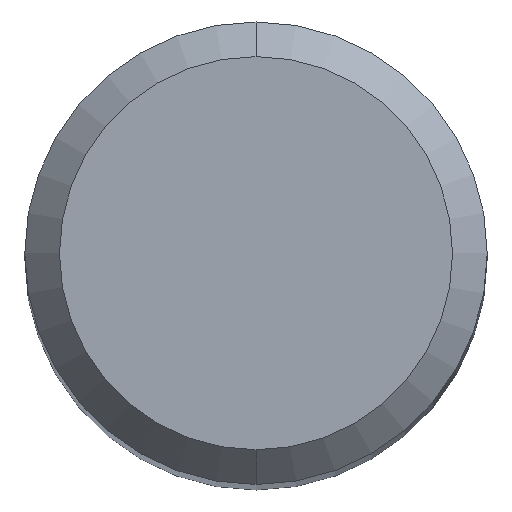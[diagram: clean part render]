
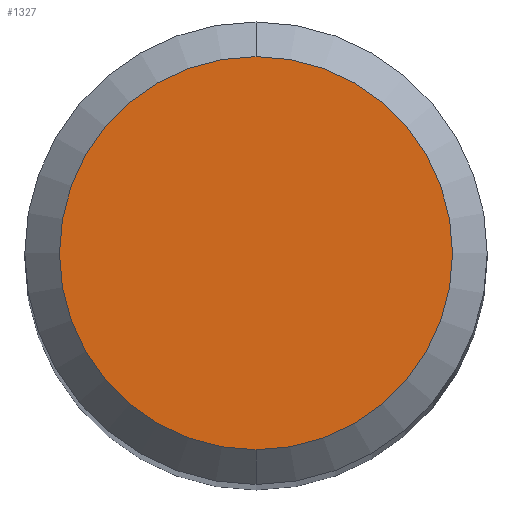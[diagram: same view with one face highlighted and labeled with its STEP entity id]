
A CAD part, top view. The second image highlights one B-rep face of the part: STEP entity #1327.
In plain terms, the highlighted planar face has unit normal (0, 0, 1).
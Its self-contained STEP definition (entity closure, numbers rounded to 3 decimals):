
#623=EDGE_CURVE('',#1235,#761,#1637,.T.);
#761=VERTEX_POINT('',#1791);
#1235=VERTEX_POINT('',#2300);
#1327=ADVANCED_FACE('',(#2400),#2401,.T.);
#1473=EDGE_CURVE('',#761,#1235,#2566,.T.);
#1637=CIRCLE('',#3265,1.7);
#1791=CARTESIAN_POINT('',(0.,-1.7,0.0));
#2300=CARTESIAN_POINT('',(0.0,1.7,0.0));
#2400=FACE_OUTER_BOUND('',#6760,.T.);
#2401=PLANE('',#6761);
#2566=CIRCLE('',#7591,1.7);
#3265=AXIS2_PLACEMENT_3D('',#7798,#7799,#7800);
#6760=EDGE_LOOP('',(#8622,#8623));
#6761=AXIS2_PLACEMENT_3D('',#8624,#8625,#8626);
#7591=AXIS2_PLACEMENT_3D('',#8829,#8830,#8831);
#7798=CARTESIAN_POINT('',(0.0,0.0,0.0));
#7799=DIRECTION('',(0.0,0.0,-1.0));
#7800=DIRECTION('',(0.0,1.0,0.0));
#8622=ORIENTED_EDGE('',*,*,#623,.F.);
#8623=ORIENTED_EDGE('',*,*,#1473,.F.);
#8624=CARTESIAN_POINT('',(0.0,0.85,0.0));
#8625=DIRECTION('',(-0.0,0.0,1.0));
#8626=DIRECTION('',(0.0,-1.0,0.0));
#8829=CARTESIAN_POINT('',(0.0,0.0,0.0));
#8830=DIRECTION('',(0.0,0.0,-1.0));
#8831=DIRECTION('',(0.0,1.0,0.0));
